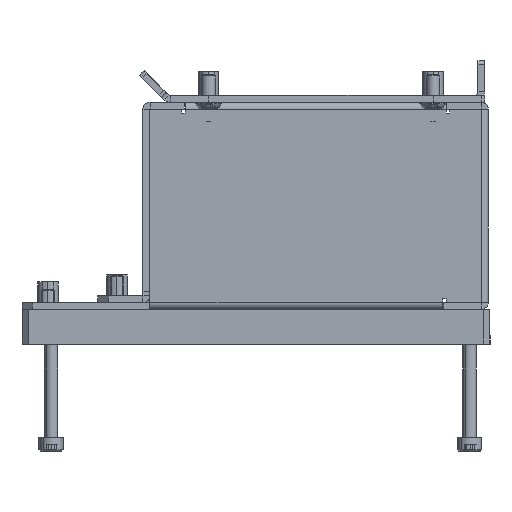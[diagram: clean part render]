
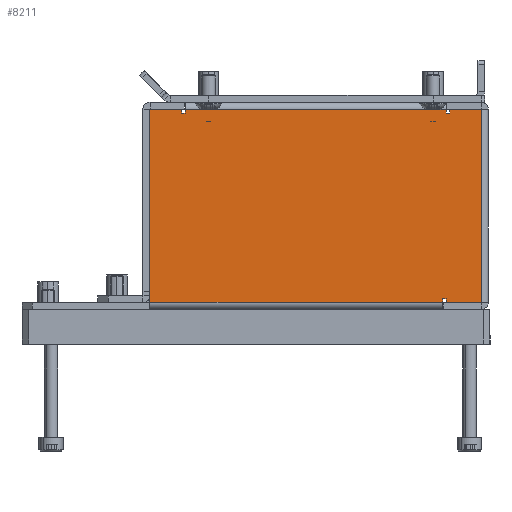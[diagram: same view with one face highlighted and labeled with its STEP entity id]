
A CAD part, left-side view. The second image highlights one B-rep face of the part: STEP entity #8211.
In plain terms, the highlighted face is planar.
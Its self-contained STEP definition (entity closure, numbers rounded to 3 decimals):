
#197 = EDGE_CURVE ( 'NONE', #5969, #3234, #7418, .T. ) ;
#222 = DIRECTION ( 'NONE',  ( 0., 0., -1. ) ) ;
#581 = DIRECTION ( 'NONE',  ( -1., 0., 0. ) ) ;
#691 = DIRECTION ( 'NONE',  ( 0., 1., 0. ) ) ;
#801 = EDGE_CURVE ( 'NONE', #12026, #5224, #10190, .T. ) ;
#881 = VERTEX_POINT ( 'NONE', #15152 ) ;
#1152 = VECTOR ( 'NONE', #12356, 1000. ) ;
#1190 = VECTOR ( 'NONE', #6290, 1000. ) ;
#1325 = ORIENTED_EDGE ( 'NONE', *, *, #1964, .F. ) ;
#1491 = ORIENTED_EDGE ( 'NONE', *, *, #12852, .T. ) ;
#1551 = LINE ( 'NONE', #6343, #4939 ) ;
#1559 = VECTOR ( 'NONE', #222, 1000. ) ;
#1633 = ORIENTED_EDGE ( 'NONE', *, *, #801, .F. ) ;
#1867 = LINE ( 'NONE', #9976, #7134 ) ;
#1964 = EDGE_CURVE ( 'NONE', #7383, #4020, #8755, .T. ) ;
#2226 = CARTESIAN_POINT ( 'NONE',  ( 229., 12.2, 0.1 ) ) ;
#2331 = DIRECTION ( 'NONE',  ( 0., 0., -1. ) ) ;
#2449 = VERTEX_POINT ( 'NONE', #10313 ) ;
#2652 = DIRECTION ( 'NONE',  ( 0., 0., 1. ) ) ;
#2681 = LINE ( 'NONE', #12480, #1190 ) ;
#2770 = VERTEX_POINT ( 'NONE', #5165 ) ;
#2870 = ORIENTED_EDGE ( 'NONE', *, *, #11544, .F. ) ;
#2919 = DIRECTION ( 'NONE',  ( 0., 0., 1. ) ) ;
#3005 = CARTESIAN_POINT ( 'NONE',  ( 229., 0., 1.1 ) ) ;
#3234 = VERTEX_POINT ( 'NONE', #5223 ) ;
#3359 = CARTESIAN_POINT ( 'NONE',  ( 229., 2.1, 0. ) ) ;
#3366 = EDGE_CURVE ( 'NONE', #4020, #2449, #15464, .T. ) ;
#3560 = DIRECTION ( 'NONE',  ( 0., 0., -1. ) ) ;
#3813 = VERTEX_POINT ( 'NONE', #9968 ) ;
#3834 = CARTESIAN_POINT ( 'NONE',  ( 229., 88.8, 1.1 ) ) ;
#3852 = CARTESIAN_POINT ( 'NONE',  ( 229., 97.999, 55.9 ) ) ;
#4020 = VERTEX_POINT ( 'NONE', #9545 ) ;
#4209 = DIRECTION ( 'NONE',  ( 0., 0., -1. ) ) ;
#4431 = EDGE_LOOP ( 'NONE', ( #10911, #4435, #2870, #8578, #9484, #1325, #14899, #13904, #1633, #6599, #6144, #11203, #8419, #13065, #1491, #4905 ) ) ;
#4435 = ORIENTED_EDGE ( 'NONE', *, *, #9166, .F. ) ;
#4527 = EDGE_CURVE ( 'NONE', #3813, #7383, #1551, .T. ) ;
#4648 = VERTEX_POINT ( 'NONE', #3359 ) ;
#4708 = LINE ( 'NONE', #13087, #12443 ) ;
#4804 = EDGE_CURVE ( 'NONE', #3813, #5224, #13459, .T. ) ;
#4905 = ORIENTED_EDGE ( 'NONE', *, *, #15225, .T. ) ;
#4939 = VECTOR ( 'NONE', #2652, 1000. ) ;
#4972 = CARTESIAN_POINT ( 'NONE',  ( 229., 13.2, 55.9 ) ) ;
#5165 = CARTESIAN_POINT ( 'NONE',  ( 229., 12.2, 56. ) ) ;
#5214 = VERTEX_POINT ( 'NONE', #8290 ) ;
#5223 = CARTESIAN_POINT ( 'NONE',  ( 229., 11.2, 0. ) ) ;
#5224 = VERTEX_POINT ( 'NONE', #7161 ) ;
#5279 = VECTOR ( 'NONE', #2919, 1000. ) ;
#5487 = EDGE_CURVE ( 'NONE', #2770, #12553, #4708, .T. ) ;
#5827 = CARTESIAN_POINT ( 'NONE',  ( 229., 11.2, 1.1 ) ) ;
#5969 = VERTEX_POINT ( 'NONE', #5827 ) ;
#6144 = ORIENTED_EDGE ( 'NONE', *, *, #8527, .F. ) ;
#6249 = CARTESIAN_POINT ( 'NONE',  ( 229., 11.2, 56. ) ) ;
#6290 = DIRECTION ( 'NONE',  ( 0., -1., 0. ) ) ;
#6343 = CARTESIAN_POINT ( 'NONE',  ( 229., 88.8, 56. ) ) ;
#6532 = CARTESIAN_POINT ( 'NONE',  ( 229., 12.2, 0.1 ) ) ;
#6599 = ORIENTED_EDGE ( 'NONE', *, *, #7373, .T. ) ;
#6735 = CARTESIAN_POINT ( 'NONE',  ( 229., 13.2, 56. ) ) ;
#6889 = DIRECTION ( 'NONE',  ( 0., 0., 1. ) ) ;
#6986 = VERTEX_POINT ( 'NONE', #4972 ) ;
#7134 = VECTOR ( 'NONE', #691, 1000. ) ;
#7161 = CARTESIAN_POINT ( 'NONE',  ( 229., 97.999, 0. ) ) ;
#7373 = EDGE_CURVE ( 'NONE', #12026, #6986, #14796, .T. ) ;
#7383 = VERTEX_POINT ( 'NONE', #3834 ) ;
#7402 = DIRECTION ( 'NONE',  ( 0., 0., -1. ) ) ;
#7418 = LINE ( 'NONE', #6249, #1559 ) ;
#7583 = CARTESIAN_POINT ( 'NONE',  ( 229., 0., 0. ) ) ;
#8197 = EDGE_CURVE ( 'NONE', #13102, #2449, #11687, .T. ) ;
#8211 = ADVANCED_FACE ( 'NONE', ( #12489 ), #10546, .F. ) ;
#8290 = CARTESIAN_POINT ( 'NONE',  ( 229., 12.2, 1.1 ) ) ;
#8322 = DIRECTION ( 'NONE',  ( 0., 1., 0. ) ) ;
#8419 = ORIENTED_EDGE ( 'NONE', *, *, #5487, .F. ) ;
#8435 = VECTOR ( 'NONE', #15355, 1000. ) ;
#8463 = VECTOR ( 'NONE', #9164, 1000. ) ;
#8527 = EDGE_CURVE ( 'NONE', #881, #6986, #10529, .T. ) ;
#8539 = VECTOR ( 'NONE', #7402, 1000. ) ;
#8578 = ORIENTED_EDGE ( 'NONE', *, *, #8197, .T. ) ;
#8714 = CARTESIAN_POINT ( 'NONE',  ( 229., 2.1, 56. ) ) ;
#8755 = LINE ( 'NONE', #3005, #11352 ) ;
#8774 = LINE ( 'NONE', #12034, #8539 ) ;
#8876 = EDGE_CURVE ( 'NONE', #11133, #2770, #14137, .T. ) ;
#9164 = DIRECTION ( 'NONE',  ( 0., 1., 0. ) ) ;
#9166 = EDGE_CURVE ( 'NONE', #5214, #5969, #2681, .T. ) ;
#9484 = ORIENTED_EDGE ( 'NONE', *, *, #3366, .F. ) ;
#9513 = CARTESIAN_POINT ( 'NONE',  ( 229., 0., 54.9 ) ) ;
#9545 = CARTESIAN_POINT ( 'NONE',  ( 229., 87.8, 1.1 ) ) ;
#9553 = CARTESIAN_POINT ( 'NONE',  ( 229., 87.8, 56. ) ) ;
#9968 = CARTESIAN_POINT ( 'NONE',  ( 229., 88.8, 0. ) ) ;
#9976 = CARTESIAN_POINT ( 'NONE',  ( 229., 0., 0. ) ) ;
#10190 = LINE ( 'NONE', #14774, #12305 ) ;
#10313 = CARTESIAN_POINT ( 'NONE',  ( 229., 87.8, 0.1 ) ) ;
#10345 = VECTOR ( 'NONE', #8322, 1000. ) ;
#10529 = LINE ( 'NONE', #6735, #15178 ) ;
#10540 = LINE ( 'NONE', #9513, #10345 ) ;
#10546 = PLANE ( 'NONE',  #13679 ) ;
#10911 = ORIENTED_EDGE ( 'NONE', *, *, #197, .F. ) ;
#11133 = VERTEX_POINT ( 'NONE', #8714 ) ;
#11169 = VECTOR ( 'NONE', #3560, 1000. ) ;
#11203 = ORIENTED_EDGE ( 'NONE', *, *, #12293, .F. ) ;
#11352 = VECTOR ( 'NONE', #14910, 1000. ) ;
#11544 = EDGE_CURVE ( 'NONE', #13102, #5214, #13819, .T. ) ;
#11568 = CARTESIAN_POINT ( 'NONE',  ( 229., 0., 56. ) ) ;
#11687 = LINE ( 'NONE', #6532, #8435 ) ;
#12026 = VERTEX_POINT ( 'NONE', #3852 ) ;
#12034 = CARTESIAN_POINT ( 'NONE',  ( 229., 2.1, 56. ) ) ;
#12293 = EDGE_CURVE ( 'NONE', #12553, #881, #10540, .T. ) ;
#12305 = VECTOR ( 'NONE', #4209, 1000. ) ;
#12356 = DIRECTION ( 'NONE',  ( 0., 1., 0. ) ) ;
#12363 = DIRECTION ( 'NONE',  ( 0., -1., 0. ) ) ;
#12443 = VECTOR ( 'NONE', #2331, 1000. ) ;
#12480 = CARTESIAN_POINT ( 'NONE',  ( 229., 0., 1.1 ) ) ;
#12489 = FACE_OUTER_BOUND ( 'NONE', #4431, .T. ) ;
#12553 = VERTEX_POINT ( 'NONE', #15096 ) ;
#12852 = EDGE_CURVE ( 'NONE', #11133, #4648, #8774, .T. ) ;
#13065 = ORIENTED_EDGE ( 'NONE', *, *, #8876, .F. ) ;
#13087 = CARTESIAN_POINT ( 'NONE',  ( 229., 12.2, 56. ) ) ;
#13102 = VERTEX_POINT ( 'NONE', #2226 ) ;
#13459 = LINE ( 'NONE', #7583, #1152 ) ;
#13679 = AXIS2_PLACEMENT_3D ( 'NONE', #15285, #581, #13744 ) ;
#13744 = DIRECTION ( 'NONE',  ( 0., -1., 0. ) ) ;
#13773 = VECTOR ( 'NONE', #12363, 1000. ) ;
#13819 = LINE ( 'NONE', #15207, #5279 ) ;
#13904 = ORIENTED_EDGE ( 'NONE', *, *, #4804, .T. ) ;
#14137 = LINE ( 'NONE', #11568, #8463 ) ;
#14561 = CARTESIAN_POINT ( 'NONE',  ( 229., 97.999, 55.9 ) ) ;
#14774 = CARTESIAN_POINT ( 'NONE',  ( 229., 97.999, 56. ) ) ;
#14796 = LINE ( 'NONE', #14561, #13773 ) ;
#14899 = ORIENTED_EDGE ( 'NONE', *, *, #4527, .F. ) ;
#14910 = DIRECTION ( 'NONE',  ( 0., -1., 0. ) ) ;
#15096 = CARTESIAN_POINT ( 'NONE',  ( 229., 12.2, 54.9 ) ) ;
#15152 = CARTESIAN_POINT ( 'NONE',  ( 229., 13.2, 54.9 ) ) ;
#15178 = VECTOR ( 'NONE', #6889, 1000. ) ;
#15207 = CARTESIAN_POINT ( 'NONE',  ( 229., 12.2, 56. ) ) ;
#15225 = EDGE_CURVE ( 'NONE', #4648, #3234, #1867, .T. ) ;
#15285 = CARTESIAN_POINT ( 'NONE',  ( 229., 0., 56. ) ) ;
#15355 = DIRECTION ( 'NONE',  ( 0., 1., 0. ) ) ;
#15464 = LINE ( 'NONE', #9553, #11169 ) ;
